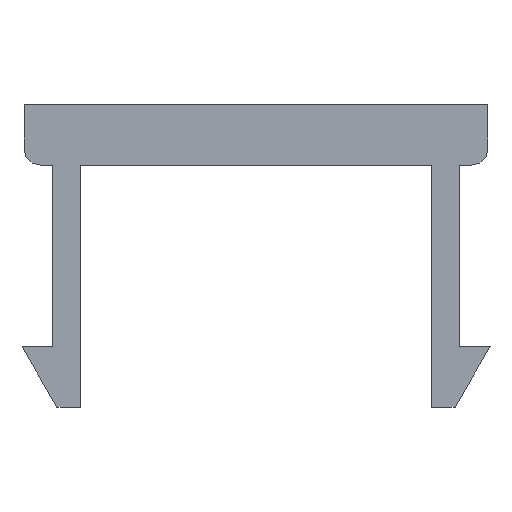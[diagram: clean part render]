
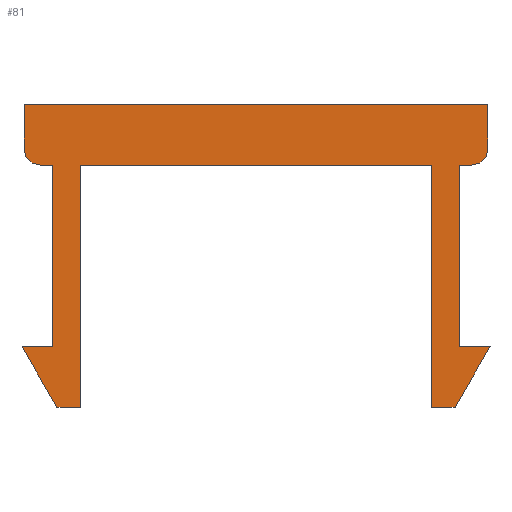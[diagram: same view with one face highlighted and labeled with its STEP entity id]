
A CAD part, left-side view. The second image highlights one B-rep face of the part: STEP entity #81.
In plain terms, the highlighted planar face has unit normal (-1, 0, 0).
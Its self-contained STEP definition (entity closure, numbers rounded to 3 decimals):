
#81=ADVANCED_FACE('',(#157),#158,.F.);
#157=FACE_OUTER_BOUND('',#225,.T.);
#158=PLANE('',#226);
#225=EDGE_LOOP('',(#377,#378,#379,#380,#381,#382,#383,#384,#385,#386,#387,#388,#389,#390,#391,#392,#393,#394));
#226=AXIS2_PLACEMENT_3D('',#395,#396,#397);
#377=ORIENTED_EDGE('',*,*,#492,.F.);
#378=ORIENTED_EDGE('',*,*,#424,.F.);
#379=ORIENTED_EDGE('',*,*,#429,.F.);
#380=ORIENTED_EDGE('',*,*,#433,.F.);
#381=ORIENTED_EDGE('',*,*,#437,.F.);
#382=ORIENTED_EDGE('',*,*,#441,.F.);
#383=ORIENTED_EDGE('',*,*,#445,.F.);
#384=ORIENTED_EDGE('',*,*,#449,.F.);
#385=ORIENTED_EDGE('',*,*,#453,.F.);
#386=ORIENTED_EDGE('',*,*,#457,.F.);
#387=ORIENTED_EDGE('',*,*,#461,.F.);
#388=ORIENTED_EDGE('',*,*,#465,.F.);
#389=ORIENTED_EDGE('',*,*,#469,.F.);
#390=ORIENTED_EDGE('',*,*,#473,.F.);
#391=ORIENTED_EDGE('',*,*,#477,.F.);
#392=ORIENTED_EDGE('',*,*,#481,.F.);
#393=ORIENTED_EDGE('',*,*,#485,.F.);
#394=ORIENTED_EDGE('',*,*,#489,.F.);
#395=CARTESIAN_POINT('',(0.0,0.,-2.836));
#396=DIRECTION('',(1.0,0.0,0.0));
#397=DIRECTION('',(0.0,0.0,-1.0));
#424=EDGE_CURVE('',#500,#502,#503,.T.);
#429=EDGE_CURVE('',#508,#500,#510,.T.);
#433=EDGE_CURVE('',#514,#508,#516,.T.);
#437=EDGE_CURVE('',#520,#514,#522,.T.);
#441=EDGE_CURVE('',#526,#520,#528,.T.);
#445=EDGE_CURVE('',#532,#526,#534,.T.);
#449=EDGE_CURVE('',#538,#532,#540,.T.);
#453=EDGE_CURVE('',#544,#538,#546,.T.);
#457=EDGE_CURVE('',#550,#544,#552,.T.);
#461=EDGE_CURVE('',#556,#550,#558,.T.);
#465=EDGE_CURVE('',#562,#556,#564,.T.);
#469=EDGE_CURVE('',#568,#562,#570,.T.);
#473=EDGE_CURVE('',#574,#568,#576,.T.);
#477=EDGE_CURVE('',#580,#574,#582,.T.);
#481=EDGE_CURVE('',#586,#580,#588,.T.);
#485=EDGE_CURVE('',#592,#586,#594,.T.);
#489=EDGE_CURVE('',#598,#592,#600,.T.);
#492=EDGE_CURVE('',#502,#598,#603,.T.);
#500=VERTEX_POINT('',#612);
#502=VERTEX_POINT('',#615);
#503=LINE('',#616,#617);
#508=VERTEX_POINT('',#624);
#510=LINE('',#627,#628);
#514=VERTEX_POINT('',#633);
#516=LINE('',#636,#637);
#520=VERTEX_POINT('',#642);
#522=LINE('',#645,#646);
#526=VERTEX_POINT('',#651);
#528=LINE('',#654,#655);
#532=VERTEX_POINT('',#660);
#534=LINE('',#663,#664);
#538=VERTEX_POINT('',#669);
#540=LINE('',#672,#673);
#544=VERTEX_POINT('',#677);
#546=CIRCLE('',#680,0.4);
#550=VERTEX_POINT('',#685);
#552=LINE('',#688,#689);
#556=VERTEX_POINT('',#694);
#558=LINE('',#697,#698);
#562=VERTEX_POINT('',#703);
#564=LINE('',#706,#707);
#568=VERTEX_POINT('',#711);
#570=CIRCLE('',#714,0.4);
#574=VERTEX_POINT('',#719);
#576=LINE('',#722,#723);
#580=VERTEX_POINT('',#728);
#582=LINE('',#731,#732);
#586=VERTEX_POINT('',#737);
#588=LINE('',#740,#741);
#592=VERTEX_POINT('',#746);
#594=LINE('',#749,#750);
#598=VERTEX_POINT('',#755);
#600=LINE('',#758,#759);
#603=LINE('',#763,#764);
#612=CARTESIAN_POINT('',(0.0,-4.35,-1.5));
#615=CARTESIAN_POINT('',(0.0,4.35,-1.5));
#616=CARTESIAN_POINT('',(0.0,-4.35,-1.5));
#617=VECTOR('',#770,0.2);
#624=CARTESIAN_POINT('',(0.0,-4.35,-7.5));
#627=CARTESIAN_POINT('',(0.0,-4.35,-7.5));
#628=VECTOR('',#774,0.2);
#633=CARTESIAN_POINT('',(0.0,-4.934,-7.5));
#636=CARTESIAN_POINT('',(0.0,-4.934,-7.5));
#637=VECTOR('',#777,0.2);
#642=CARTESIAN_POINT('',(0.0,-5.8,-6.0));
#645=CARTESIAN_POINT('',(0.0,-5.8,-6.0));
#646=VECTOR('',#780,0.2);
#651=CARTESIAN_POINT('',(0.0,-5.05,-6.0));
#654=CARTESIAN_POINT('',(0.0,-5.05,-6.0));
#655=VECTOR('',#783,0.2);
#660=CARTESIAN_POINT('',(0.0,-5.05,-1.5));
#663=CARTESIAN_POINT('',(0.0,-5.05,-1.5));
#664=VECTOR('',#786,0.2);
#669=CARTESIAN_POINT('',(0.0,-5.35,-1.5));
#672=CARTESIAN_POINT('',(0.0,-5.35,-1.5));
#673=VECTOR('',#789,0.2);
#677=CARTESIAN_POINT('',(0.0,-5.75,-1.1));
#680=AXIS2_PLACEMENT_3D('',#794,#795,#796);
#685=CARTESIAN_POINT('',(0.0,-5.75,0.0));
#688=CARTESIAN_POINT('',(0.0,-5.75,0.0));
#689=VECTOR('',#799,0.2);
#694=CARTESIAN_POINT('',(0.0,5.75,0.0));
#697=CARTESIAN_POINT('',(0.0,5.75,0.0));
#698=VECTOR('',#802,0.2);
#703=CARTESIAN_POINT('',(0.0,5.75,-1.1));
#706=CARTESIAN_POINT('',(0.0,5.75,-1.1));
#707=VECTOR('',#805,0.2);
#711=CARTESIAN_POINT('',(0.0,5.35,-1.5));
#714=AXIS2_PLACEMENT_3D('',#810,#811,#812);
#719=CARTESIAN_POINT('',(0.0,5.05,-1.5));
#722=CARTESIAN_POINT('',(0.0,5.05,-1.5));
#723=VECTOR('',#815,0.2);
#728=CARTESIAN_POINT('',(0.0,5.05,-6.0));
#731=CARTESIAN_POINT('',(0.0,5.05,-6.0));
#732=VECTOR('',#818,0.2);
#737=CARTESIAN_POINT('',(0.0,5.8,-6.0));
#740=CARTESIAN_POINT('',(0.0,5.8,-6.0));
#741=VECTOR('',#821,0.2);
#746=CARTESIAN_POINT('',(0.0,4.934,-7.5));
#749=CARTESIAN_POINT('',(0.0,4.934,-7.5));
#750=VECTOR('',#824,0.2);
#755=CARTESIAN_POINT('',(0.0,4.35,-7.5));
#758=CARTESIAN_POINT('',(0.0,4.35,-7.5));
#759=VECTOR('',#827,0.2);
#763=CARTESIAN_POINT('',(0.0,4.35,-1.5));
#764=VECTOR('',#829,0.2);
#770=DIRECTION('',(0.0,1.0,0.0));
#774=DIRECTION('',(0.0,0.0,1.0));
#777=DIRECTION('',(0.0,1.0,0.0));
#780=DIRECTION('',(0.0,0.5,-0.866));
#783=DIRECTION('',(0.0,-1.0,0.0));
#786=DIRECTION('',(0.0,0.0,-1.0));
#789=DIRECTION('',(0.0,1.0,0.0));
#794=CARTESIAN_POINT('',(0.0,-5.35,-1.1));
#795=DIRECTION('',(1.0,0.0,0.0));
#796=DIRECTION('',(0.0,-1.0,0.));
#799=DIRECTION('',(0.0,0.0,-1.0));
#802=DIRECTION('',(0.0,-1.0,0.0));
#805=DIRECTION('',(0.0,0.0,1.0));
#810=CARTESIAN_POINT('',(0.0,5.35,-1.1));
#811=DIRECTION('',(1.0,0.0,0.0));
#812=DIRECTION('',(0.0,0.,-1.0));
#815=DIRECTION('',(0.0,1.0,0.0));
#818=DIRECTION('',(0.0,0.0,1.0));
#821=DIRECTION('',(0.0,-1.0,0.0));
#824=DIRECTION('',(0.0,0.5,0.866));
#827=DIRECTION('',(0.0,1.0,0.0));
#829=DIRECTION('',(0.0,0.0,-1.0));
